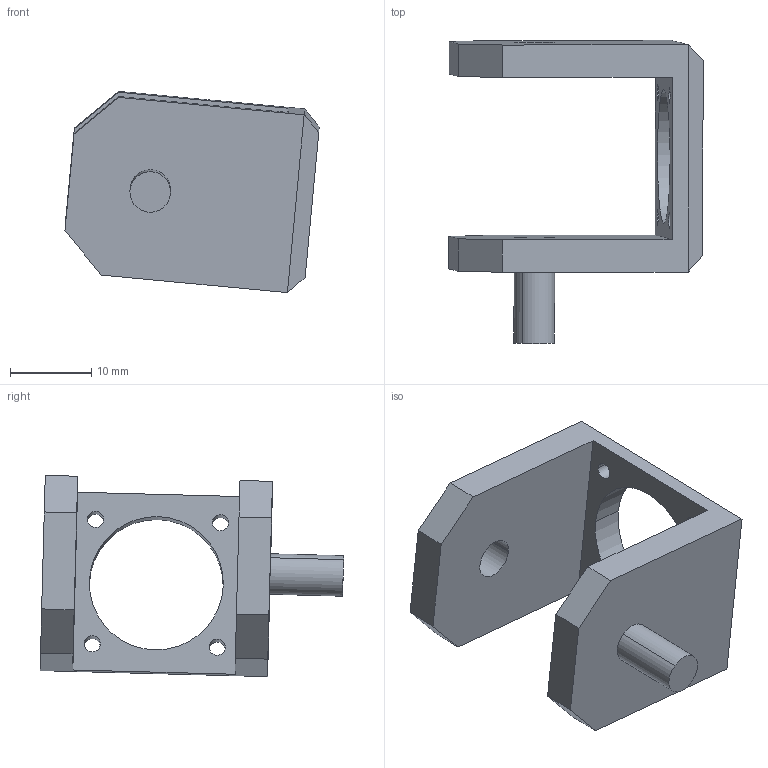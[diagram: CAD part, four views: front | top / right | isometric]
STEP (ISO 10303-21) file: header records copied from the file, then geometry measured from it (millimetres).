
FILE_DESCRIPTION (( 'STEP AP203' ), '1' );
FILE_NAME ('J5.STEP', '2025-10-20T00:48:41', ( '' ), ( '' ), 'SwSTEP 2.0', 'SolidWorks 2024', '' );
FILE_SCHEMA (( 'CONFIG_CONTROL_DESIGN' ));
Length unit declared in the file: millimetre
Products named in the file (3): 5mm akseli 2; J6 kotelo; J5
Assembly tree (2 placements, depth 2):
  J5
    J6 kotelo
    5mm akseli 2
Bounding box: 31.31 x 37.36 x 24.79 mm (x, y, z)
Volume: 5843.3 mm3; surface area: 4211 mm2
Topology: 2 solids, 2 shells, 36 faces, 92 edges, 60 vertices
Faces by surface type: plane 20, cylinder 16
Entity records: 1429 total; most frequent: DIRECTION 206, CARTESIAN_POINT 193, ORIENTED_EDGE 184, EDGE_CURVE 92, AXIS2_PLACEMENT_3D 73, LINE 60, VERTEX_POINT 60, VECTOR 60
